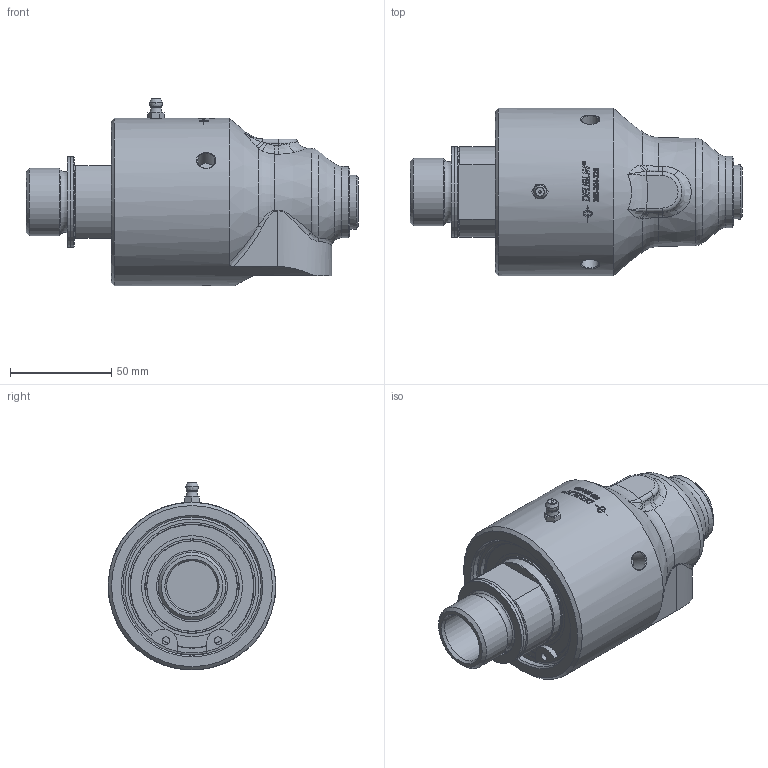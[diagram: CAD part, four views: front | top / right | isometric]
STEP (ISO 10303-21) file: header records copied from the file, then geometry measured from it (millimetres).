
FILE_DESCRIPTION(/* description */ (''),/* implementation_level */ '2;1');
FILE_NAME(/* name */ '355-204-223-IC.stp',/* time_stamp */ '2020-05-18T08:39:49-05:00',/* author */ ('Moorera'),/* organization */ (''),/* preprocessor_version */ 'ST-DEVELOPER v18.1',/* originating_system */ 'Autodesk Inventor 2020',/* authorisation */ '');
FILE_SCHEMA (('AUTOMOTIVE_DESIGN { 1 0 10303 214 3 1 1 }'));
Length unit declared in the file: millimetre
Products named in the file (1): 355-204-223-IC
Bounding box: 163.6 x 82.6 x 92.59 mm (x, y, z)
Volume: 480833.9 mm3; surface area: 54297.5 mm2
Topology: 1 solids, 4 shells, 477 faces, 1255 edges, 830 vertices
Faces by surface type: plane 208, bspline 150, cylinder 76, cone 29, torus 12, sphere 2
Full cylindrical faces by diameter (mm): 3 x1, 3.72 x2, 5.359 x1, 8.6 x3, 25 x1, 30.291 x1, 33.249 x1, 34.9 x1, 39.4 x1, 44.5 x1, 44.65 x2, 49.775 x1, 60.725 x1, 61.1 x1, 68.1 x1, 68.2 x1, 73.8 x1, 82.6 x1
Entity records: 20997 total; most frequent: CARTESIAN_POINT 9552, ORIENTED_EDGE 2504, DIRECTION 2045, EDGE_CURVE 1252, VERTEX_POINT 830, AXIS2_PLACEMENT_3D 803, EDGE_LOOP 533, FACE_OUTER_BOUND 477
